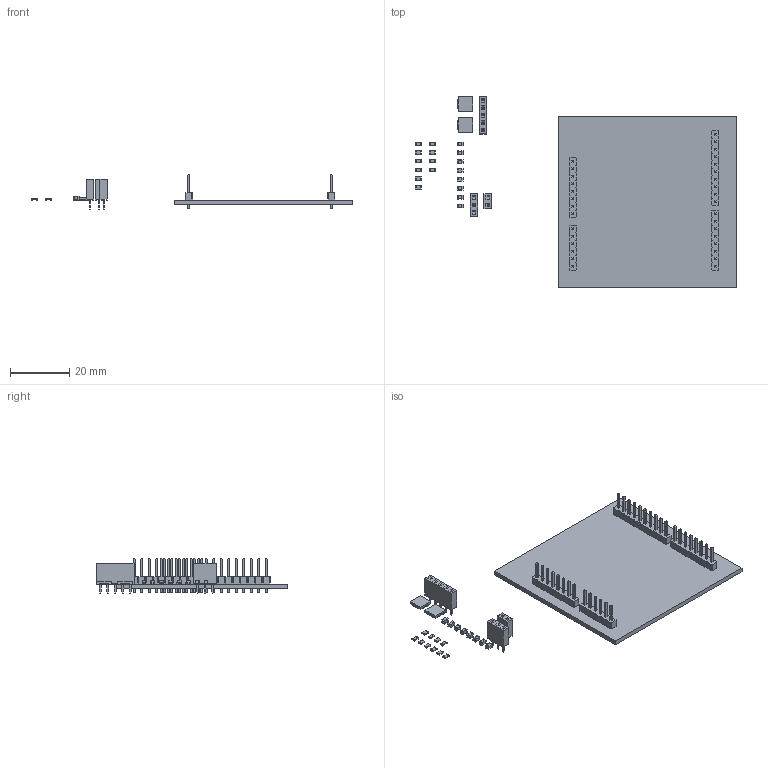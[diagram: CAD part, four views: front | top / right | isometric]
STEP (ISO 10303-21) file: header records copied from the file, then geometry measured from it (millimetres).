
FILE_DESCRIPTION(('KiCad electronic assembly'),'2;1');
FILE_NAME('V1.1.step','2024-12-19T18:45:31',('Pcbnew'),('Kicad'), 'Open CASCADE STEP processor 7.8','KiCad to STEP converter','Unknown' );
FILE_SCHEMA(('AUTOMOTIVE_DESIGN { 1 0 10303 214 1 1 1 1 }'));
Length unit declared in the file: millimetre
Products named in the file (20): V1.1 1; C_0805_2012Metric; PinSocket_1x02_P2.54mm_Vertical; PinSocket_1x02_P254mm_Vertical; PinHeader_1x06_P2.54mm_Vertical; PinHeader_1x06_P254mm_Vertical; R_0805_2012Metric; PinHeader_1x10_P2.54mm_Vertical; PinHeader_1x10_P254mm_Vertical; PinSocket_1x03_P2.54mm_Vertical; PinSocket_1x03_P254mm_Vertical; PinSocket_1x05_P2.54mm_Vertical; PinSocket_1x05_P254mm_Vertical; PinHeader_1x08_P2.54mm_Vertical; PinHeader_1x08_P254mm_Vertical; A4988; Drivers_PCB_PCB
Assembly tree (37 placements, depth 3):
  V1.1 1
    C_0805_2012Metric  x8
      C_0805_2012Metric
    PinSocket_1x02_P2.54mm_Vertical
      PinSocket_1x02_P254mm_Vertical
    PinHeader_1x06_P2.54mm_Vertical
      PinHeader_1x06_P254mm_Vertical
    R_0805_2012Metric  x10
      R_0805_2012Metric
    PinHeader_1x10_P2.54mm_Vertical
      PinHeader_1x10_P254mm_Vertical
    PinSocket_1x03_P2.54mm_Vertical
      PinSocket_1x03_P254mm_Vertical
    PinSocket_1x05_P2.54mm_Vertical
      PinSocket_1x05_P254mm_Vertical
    PinHeader_1x08_P2.54mm_Vertical  x2
      PinHeader_1x08_P254mm_Vertical
    A4988  x2
      A4988
    Drivers_PCB_PCB
Bounding box: 108.87 x 64.75 x 11.64 mm (x, y, z)
Volume: 6707.4 mm3; surface area: 10245.5 mm2
Topology: 28 solids, 28 shells, 1882 faces, 4812 edges, 3096 vertices
Faces by surface type: plane 1674, cylinder 208
Full cylindrical faces by diameter (mm): 1 x32
Entity records: 40752 total; most frequent: CARTESIAN_POINT 5894, ORIENTED_EDGE 5756, DIRECTION 5334, EDGE_CURVE 2878, LINE 2774, VECTOR 2774, VERTEX_POINT 1840, FACE_BOUND 1282
